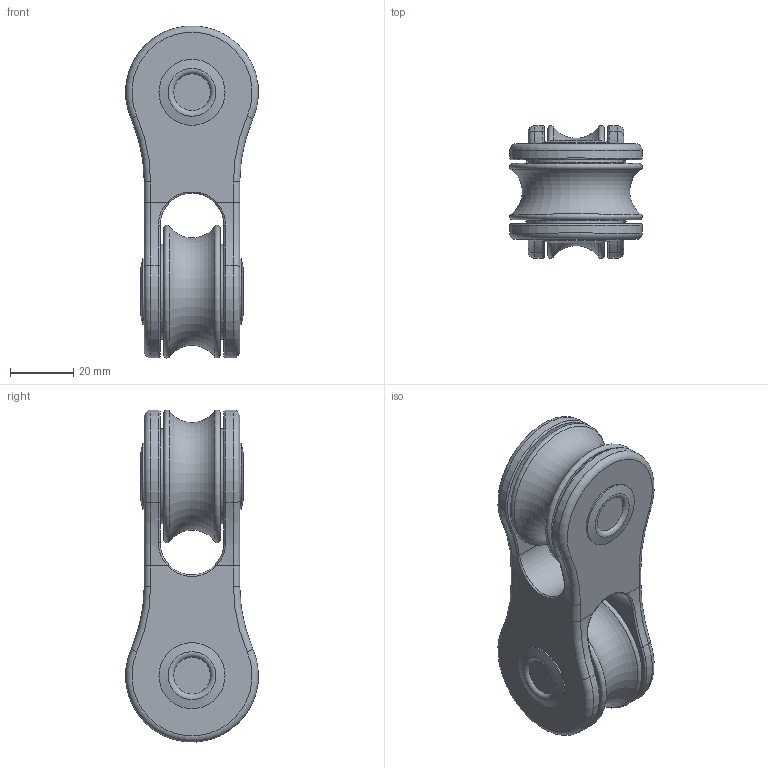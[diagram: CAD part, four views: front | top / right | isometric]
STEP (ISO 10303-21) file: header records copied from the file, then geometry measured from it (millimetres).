
FILE_DESCRIPTION(/* description */ (''),/* implementation_level */ '2;1');
FILE_NAME(/* name */ 'TB4212.stp',/* time_stamp */ '2016-11-09T09:22:13+01:00',/* author */ ('nicola'),/* organization */ (''),/* preprocessor_version */ 'ST-DEVELOPER v16.1',/* originating_system */ 'Autodesk Inventor 2016',/* authorisation */ '');
FILE_SCHEMA (('AUTOMOTIVE_DESIGN { 1 0 10303 214 3 1 1 }'));
Length unit declared in the file: millimetre
Products named in the file (1): TB4212
Bounding box: 41.92 x 41.91 x 104.92 mm (x, y, z)
Volume: 81201.4 mm3; surface area: 26711.8 mm2
Topology: 1 solids, 1 shells, 104 faces, 220 edges, 130 vertices
Faces by surface type: torus 38, cylinder 30, plane 24, bspline 8, cone 4
Full cylindrical faces by diameter (mm): 14 x4, 20.886 x4, 30 x4
Entity records: 2920 total; most frequent: CARTESIAN_POINT 721, DIRECTION 506, ORIENTED_EDGE 384, AXIS2_PLACEMENT_3D 237, EDGE_CURVE 192, EDGE_LOOP 146, CIRCLE 140, VERTEX_POINT 128
